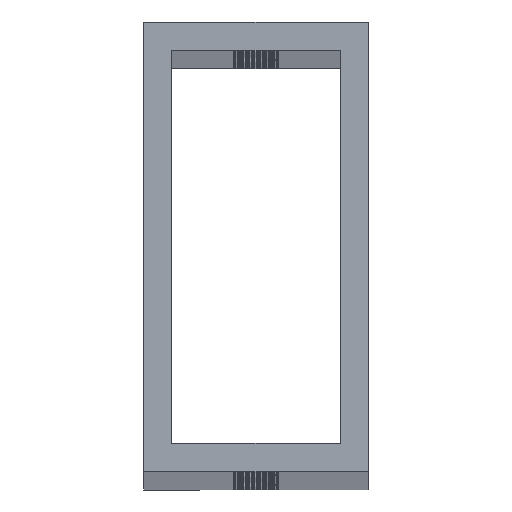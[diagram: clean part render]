
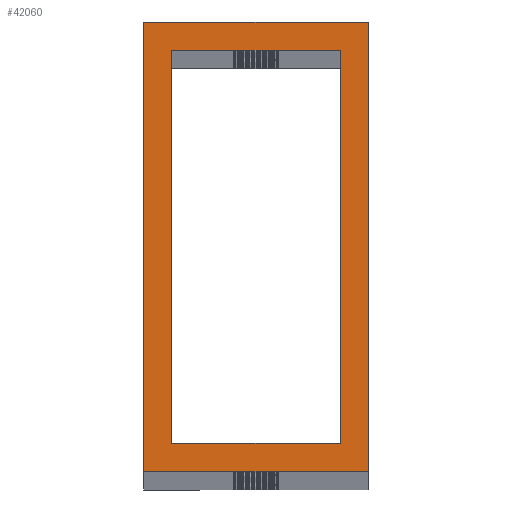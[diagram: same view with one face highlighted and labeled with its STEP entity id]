
A CAD part, top view. The second image highlights one B-rep face of the part: STEP entity #42060.
In plain terms, the highlighted planar face has unit normal (0, 0, 1).
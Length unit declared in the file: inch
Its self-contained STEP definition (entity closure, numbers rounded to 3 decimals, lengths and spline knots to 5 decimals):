
#532 = CARTESIAN_POINT ( 'NONE',  ( -0.5, 1., 47. ) ) ;
#1113 = CARTESIAN_POINT ( 'NONE',  ( 0.5, -1., 47. ) ) ;
#1741 = EDGE_LOOP ( 'NONE', ( #14570, #39565, #43825, #39251 ) ) ;
#1806 = EDGE_CURVE ( 'NONE', #26245, #47667, #19791, .T. ) ;
#2274 = VECTOR ( 'NONE', #26239, 39.37008 ) ;
#3471 = ORIENTED_EDGE ( 'NONE', *, *, #10120, .F. ) ;
#4381 = VERTEX_POINT ( 'NONE', #27841 ) ;
#4730 = DIRECTION ( 'NONE',  ( 0., -1., 0. ) ) ;
#4981 = LINE ( 'NONE', #5258, #49486 ) ;
#5097 = VERTEX_POINT ( 'NONE', #532 ) ;
#5258 = CARTESIAN_POINT ( 'NONE',  ( 0.5, -1., 47. ) ) ;
#7439 = DIRECTION ( 'NONE',  ( -1., 0., 0. ) ) ;
#9345 = FACE_OUTER_BOUND ( 'NONE', #1741, .T. ) ;
#10001 = EDGE_CURVE ( 'NONE', #11975, #16601, #41355, .T. ) ;
#10120 = EDGE_CURVE ( 'NONE', #47667, #11975, #43552, .T. ) ;
#10922 = EDGE_CURVE ( 'NONE', #22602, #4381, #53124, .T. ) ;
#11975 = VERTEX_POINT ( 'NONE', #37574 ) ;
#13083 = EDGE_CURVE ( 'NONE', #4381, #5097, #48884, .T. ) ;
#14356 = AXIS2_PLACEMENT_3D ( 'NONE', #18568, #39821, #31701 ) ;
#14502 = DIRECTION ( 'NONE',  ( 0., 1., 0. ) ) ;
#14570 = ORIENTED_EDGE ( 'NONE', *, *, #40062, .T. ) ;
#14608 = FACE_BOUND ( 'NONE', #16985, .T. ) ;
#14629 = VECTOR ( 'NONE', #55354, 39.37008 ) ;
#14703 = CARTESIAN_POINT ( 'NONE',  ( 0.5, 1., 47. ) ) ;
#16517 = VECTOR ( 'NONE', #14502, 39.37008 ) ;
#16601 = VERTEX_POINT ( 'NONE', #49846 ) ;
#16852 = LINE ( 'NONE', #30038, #31995 ) ;
#16985 = EDGE_LOOP ( 'NONE', ( #3471, #23164, #30603, #29680 ) ) ;
#18568 = CARTESIAN_POINT ( 'NONE',  ( 0., 0., 47. ) ) ;
#19478 = EDGE_CURVE ( 'NONE', #50632, #22602, #4981, .T. ) ;
#19791 = LINE ( 'NONE', #36870, #52523 ) ;
#20387 = CARTESIAN_POINT ( 'NONE',  ( -0.5, -1., 47. ) ) ;
#22602 = VERTEX_POINT ( 'NONE', #1113 ) ;
#22721 = VECTOR ( 'NONE', #36328, 39.37008 ) ;
#23164 = ORIENTED_EDGE ( 'NONE', *, *, #1806, .F. ) ;
#26239 = DIRECTION ( 'NONE',  ( -1., 0., 0. ) ) ;
#26245 = VERTEX_POINT ( 'NONE', #33079 ) ;
#26418 = PLANE ( 'NONE',  #14356 ) ;
#27071 = DIRECTION ( 'NONE',  ( 1., 0., 0. ) ) ;
#27105 = CARTESIAN_POINT ( 'NONE',  ( -0.375, -0.875, 47. ) ) ;
#27841 = CARTESIAN_POINT ( 'NONE',  ( 0.5, 1., 47. ) ) ;
#29680 = ORIENTED_EDGE ( 'NONE', *, *, #10001, .F. ) ;
#29991 = VECTOR ( 'NONE', #7439, 39.37008 ) ;
#30038 = CARTESIAN_POINT ( 'NONE',  ( -0.5, -1., 47. ) ) ;
#30177 = CARTESIAN_POINT ( 'NONE',  ( 0.5, -0.875, 47. ) ) ;
#30603 = ORIENTED_EDGE ( 'NONE', *, *, #46655, .F. ) ;
#31701 = DIRECTION ( 'NONE',  ( 1., 0., 0. ) ) ;
#31995 = VECTOR ( 'NONE', #46527, 39.37008 ) ;
#32983 = CARTESIAN_POINT ( 'NONE',  ( 0.375, -1., 47. ) ) ;
#33079 = CARTESIAN_POINT ( 'NONE',  ( -0.375, 0.875, 47. ) ) ;
#35793 = CARTESIAN_POINT ( 'NONE',  ( 0.5, -1., 47. ) ) ;
#36328 = DIRECTION ( 'NONE',  ( 0., 1., 0. ) ) ;
#36870 = CARTESIAN_POINT ( 'NONE',  ( -0.375, -1., 47. ) ) ;
#37078 = LINE ( 'NONE', #49411, #29991 ) ;
#37574 = CARTESIAN_POINT ( 'NONE',  ( 0.375, -0.875, 47. ) ) ;
#39251 = ORIENTED_EDGE ( 'NONE', *, *, #13083, .T. ) ;
#39565 = ORIENTED_EDGE ( 'NONE', *, *, #19478, .T. ) ;
#39821 = DIRECTION ( 'NONE',  ( 0., 0., 1. ) ) ;
#40062 = EDGE_CURVE ( 'NONE', #5097, #50632, #16852, .T. ) ;
#41355 = LINE ( 'NONE', #32983, #22721 ) ;
#42060 = ADVANCED_FACE ( 'NONE', ( #9345, #14608 ), #26418, .T. ) ;
#43552 = LINE ( 'NONE', #30177, #14629 ) ;
#43825 = ORIENTED_EDGE ( 'NONE', *, *, #10922, .T. ) ;
#46527 = DIRECTION ( 'NONE',  ( 0., -1., 0. ) ) ;
#46655 = EDGE_CURVE ( 'NONE', #16601, #26245, #37078, .T. ) ;
#47667 = VERTEX_POINT ( 'NONE', #27105 ) ;
#48884 = LINE ( 'NONE', #14703, #2274 ) ;
#49411 = CARTESIAN_POINT ( 'NONE',  ( 0.5, 0.875, 47. ) ) ;
#49486 = VECTOR ( 'NONE', #27071, 39.37008 ) ;
#49846 = CARTESIAN_POINT ( 'NONE',  ( 0.375, 0.875, 47. ) ) ;
#50632 = VERTEX_POINT ( 'NONE', #20387 ) ;
#52523 = VECTOR ( 'NONE', #4730, 39.37008 ) ;
#53124 = LINE ( 'NONE', #35793, #16517 ) ;
#55354 = DIRECTION ( 'NONE',  ( 1., 0., 0. ) ) ;
